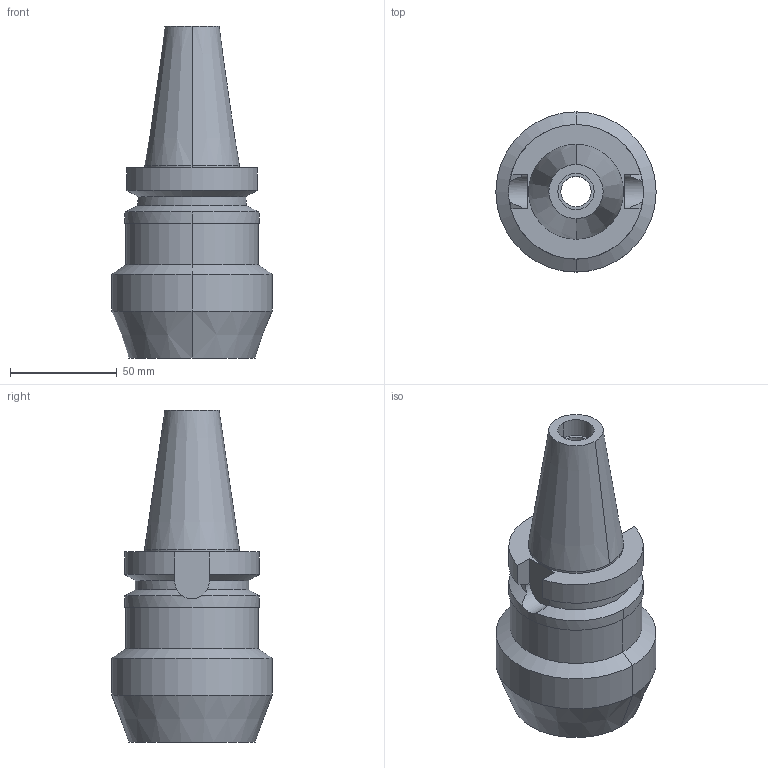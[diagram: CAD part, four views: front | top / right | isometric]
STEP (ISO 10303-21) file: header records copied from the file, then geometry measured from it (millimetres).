
FILE_DESCRIPTION((''),'2;1');
FILE_NAME('BBT40-HDC32J-90','2018-07-10T',('ykawabe'),(''),'CREO PARAMETRIC BY PTC INC, 2016380','CREO PARAMETRIC BY PTC INC, 2016380','');
FILE_SCHEMA(('AUTOMOTIVE_DESIGN { 1 0 10303 214 1 1 1 1 }'));
Length unit declared in the file: millimetre
Products named in the file (1): BBT40-HDC32J-90
Bounding box: 75 x 75 x 155.4 mm (x, y, z)
Volume: 283797.3 mm3; surface area: 44660.4 mm2
Topology: 1 solids, 1 shells, 53 faces, 133 edges, 89 vertices
Faces by surface type: cylinder 28, plane 15, cone 10
Entity records: 2213 total; most frequent: CARTESIAN_POINT 352, DIRECTION 302, ORIENTED_EDGE 266, PRESENTATION_STYLE_ASSIGNMENT 138, STYLED_ITEM 138, CURVE_STYLE 137, EDGE_CURVE 133, AXIS2_PLACEMENT_3D 126
